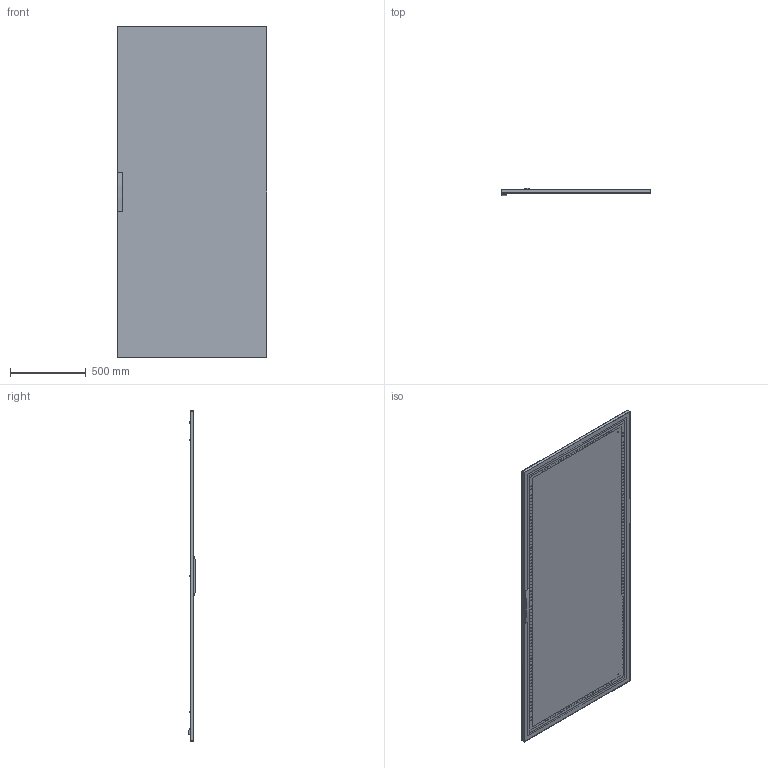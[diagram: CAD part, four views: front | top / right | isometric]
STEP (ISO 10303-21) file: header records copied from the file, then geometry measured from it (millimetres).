
FILE_DESCRIPTION (( 'STEP AP214' ), '1' );
FILE_NAME ('DBE22A.STEP', '2025-09-11T10:29:46', ( '' ), ( '' ), 'SwSTEP 2.0', 'SolidWorks 2024', '' );
FILE_SCHEMA (( 'AUTOMOTIVE_DESIGN' ));
Length unit declared in the file: millimetre
Products named in the file (1): DBE22A
Bounding box: 992 x 52.51 x 2184 mm (x, y, z)
Volume: 7449185.9 mm3; surface area: 4947398.5 mm2
Topology: 1 solids, 1 shells, 754 faces, 1773 edges, 1201 vertices
Faces by surface type: plane 369, cylinder 261, cone 123, sphere 1
Full cylindrical faces by diameter (mm): 4.25 x185, 4.917 x10, 6 x2, 7 x2, 9 x14
Entity records: 19844 total; most frequent: CARTESIAN_POINT 4557, DIRECTION 3178, ORIENTED_EDGE 2670, AXIS2_PLACEMENT_3D 1347, EDGE_CURVE 1335, EDGE_LOOP 1207, VERTEX_POINT 1018, FACE_OUTER_BOUND 955
